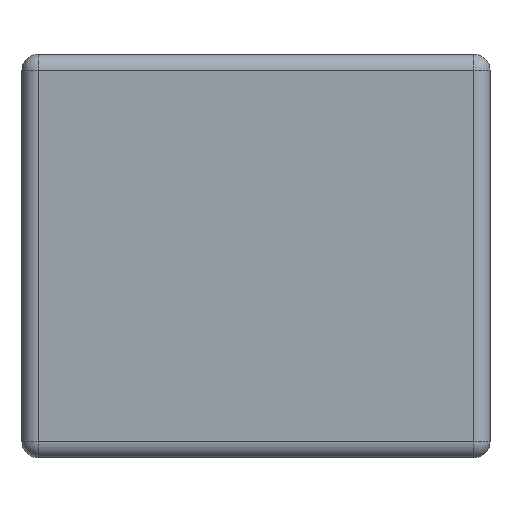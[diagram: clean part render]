
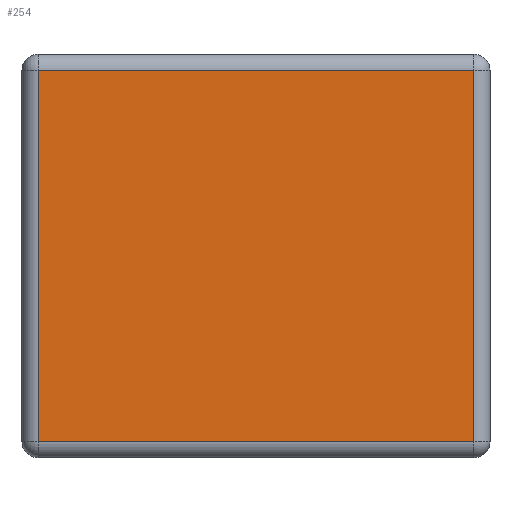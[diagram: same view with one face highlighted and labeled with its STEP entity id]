
A CAD part, left-side view. The second image highlights one B-rep face of the part: STEP entity #254.
In plain terms, the highlighted planar face has unit normal (-1, 0, 0).
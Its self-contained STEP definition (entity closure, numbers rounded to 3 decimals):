
#215 = CARTESIAN_POINT ( 'NONE',  ( -1.05, 1.4, -0.575 ) ) ;
#216 = VERTEX_POINT ( 'NONE', #215 ) ;
#217 = CARTESIAN_POINT ( 'NONE',  ( -1.05, 0.05, -0.575 ) ) ;
#218 = VERTEX_POINT ( 'NONE', #217 ) ;
#219 = CARTESIAN_POINT ( 'NONE',  ( -1.05, 0., -0.575 ) ) ;
#220 = DIRECTION ( 'NONE',  ( 0., -1., 0. ) ) ;
#221 = VECTOR ( 'NONE', #220, 1000. ) ;
#222 = LINE ( 'NONE', #219, #221 ) ;
#223 = EDGE_CURVE ( 'NONE', #216, #218, #222, .T. ) ;
#224 = ORIENTED_EDGE ( 'NONE', *, *, #223, .T. ) ;
#225 = CARTESIAN_POINT ( 'NONE',  ( -1.05, 0.05, 0.575 ) ) ;
#226 = VERTEX_POINT ( 'NONE', #225 ) ;
#227 = CARTESIAN_POINT ( 'NONE',  ( -1.05, 0.05, 0. ) ) ;
#228 = DIRECTION ( 'NONE',  ( 0., 0., 1. ) ) ;
#229 = VECTOR ( 'NONE', #228, 1000. ) ;
#230 = LINE ( 'NONE', #227, #229 ) ;
#231 = EDGE_CURVE ( 'NONE', #218, #226, #230, .T. ) ;
#232 = ORIENTED_EDGE ( 'NONE', *, *, #231, .T. ) ;
#233 = CARTESIAN_POINT ( 'NONE',  ( -1.05, 1.4, 0.575 ) ) ;
#234 = VERTEX_POINT ( 'NONE', #233 ) ;
#235 = CARTESIAN_POINT ( 'NONE',  ( -1.05, 0., 0.575 ) ) ;
#236 = DIRECTION ( 'NONE',  ( 0., 1., 0. ) ) ;
#237 = VECTOR ( 'NONE', #236, 1000. ) ;
#238 = LINE ( 'NONE', #235, #237 ) ;
#239 = EDGE_CURVE ( 'NONE', #226, #234, #238, .T. ) ;
#240 = ORIENTED_EDGE ( 'NONE', *, *, #239, .T. ) ;
#241 = CARTESIAN_POINT ( 'NONE',  ( -1.05, 1.4, 0. ) ) ;
#242 = DIRECTION ( 'NONE',  ( 0., 0., -1. ) ) ;
#243 = VECTOR ( 'NONE', #242, 1000. ) ;
#244 = LINE ( 'NONE', #241, #243 ) ;
#245 = EDGE_CURVE ( 'NONE', #234, #216, #244, .T. ) ;
#246 = ORIENTED_EDGE ( 'NONE', *, *, #245, .T. ) ;
#247 = EDGE_LOOP ( 'NONE', ( #224, #232, #240, #246 ) ) ;
#248 = FACE_OUTER_BOUND ( 'NONE', #247, .T. ) ;
#249 = CARTESIAN_POINT ( 'NONE',  ( -1.05, 0., 0. ) ) ;
#250 = DIRECTION ( 'NONE',  ( 1., 0., 0. ) ) ;
#251 = DIRECTION ( 'NONE',  ( 0., 0., -1. ) ) ;
#252 = AXIS2_PLACEMENT_3D ( 'NONE', #249, #250, #251 ) ;
#253 = PLANE ( 'NONE', #252 ) ;
#254 = ADVANCED_FACE ( 'NONE', ( #248 ), #253, .F. ) ;
